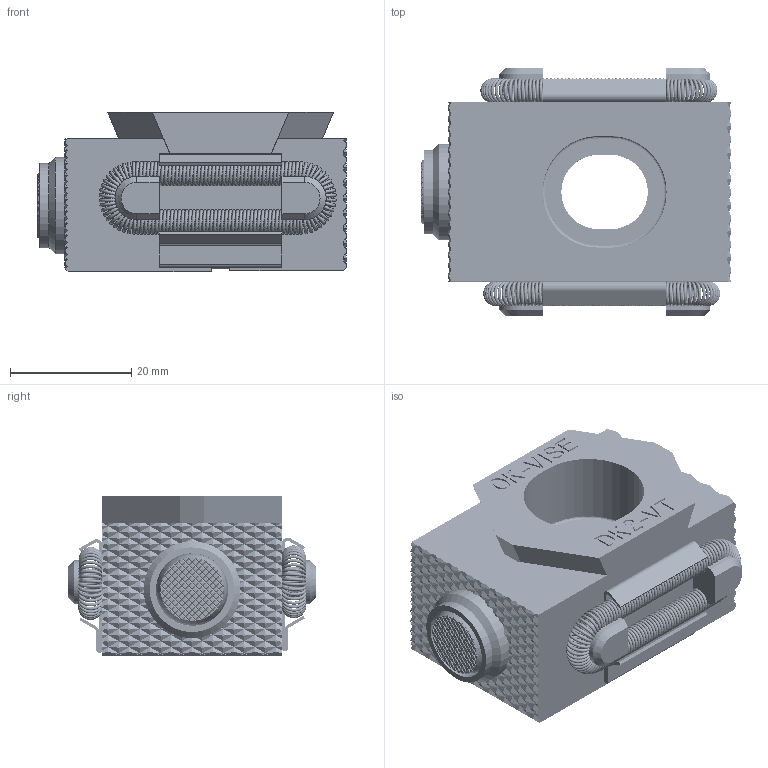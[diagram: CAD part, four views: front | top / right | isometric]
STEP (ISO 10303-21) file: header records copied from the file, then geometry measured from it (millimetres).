
FILE_DESCRIPTION((''),'2;1');
FILE_NAME('DK2-VT-B.stp','2011-11-22T12:40:10',('tuuja'),(''),'Autodesk Inventor 2010','Autodesk Inventor 2010','');
FILE_SCHEMA(('AUTOMOTIVE_DESIGN { 1 0 10303 214 1 1 1 1 }'));
Length unit declared in the file: millimetre
Products named in the file (11): DK2-VT-B; PLDK2-VT-B; PLDK2-VT; SID; D-kuukeli; D-kuukelin runko; KIDK2-VT; JDK; JDK P S; JDK-PÄÄTY
Assembly tree (12 placements, depth 3):
  DK2-VT-B
    PLDK2-VT-B
    PLDK2-VT
    SID  x2
    D-kuukeli
      D-kuukelin runko
      D-kuukeli
    KIDK2-VT
    JDK  x2
      JDK P S
      JDK-PÄÄTY
Bounding box: 51.15 x 41 x 26.42 mm (x, y, z)
Volume: 28598.3 mm3; surface area: 19684.4 mm2
Topology: 11 solids, 11 shells, 3541 faces, 8164 edges, 4488 vertices
Faces by surface type: plane 2790, torus 536, bspline 176, cylinder 34, cone 4, sphere 1
Full cylindrical faces by diameter (mm): 14 x1, 16 x1
Entity records: 81734 total; most frequent: CARTESIAN_POINT 17868, DIRECTION 12760, ORIENTED_EDGE 12728, EDGE_CURVE 6364, VECTOR 5136, LINE 5136, AXIS2_PLACEMENT_3D 3812, VERTEX_POINT 3512
